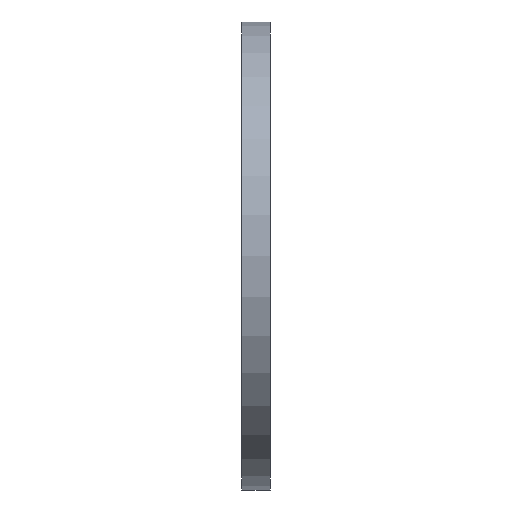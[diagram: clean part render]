
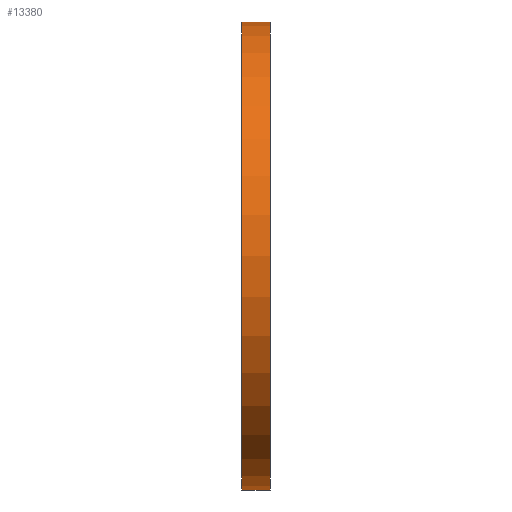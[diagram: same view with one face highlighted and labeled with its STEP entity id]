
A CAD part, left-side view. The second image highlights one B-rep face of the part: STEP entity #13380.
In plain terms, the highlighted cylindrical face has radius 50 mm (diameter 100 mm), a partial arc.
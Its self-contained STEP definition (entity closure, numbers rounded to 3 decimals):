
#54 = DIRECTION ( 'NONE',  ( 0., -1., 0. ) ) ;
#239 = DIRECTION ( 'NONE',  ( 0., 1., 0. ) ) ;
#1781 = VERTEX_POINT ( 'NONE', #4512 ) ;
#1782 = DIRECTION ( 'NONE',  ( 0., -1., 0. ) ) ;
#1884 = CYLINDRICAL_SURFACE ( 'NONE', #3218, 50. ) ;
#2228 = VERTEX_POINT ( 'NONE', #7883 ) ;
#3097 = CARTESIAN_POINT ( 'NONE',  ( 0., 0., -50. ) ) ;
#3191 = EDGE_CURVE ( 'NONE', #2228, #4364, #3230, .T. ) ;
#3218 = AXIS2_PLACEMENT_3D ( 'NONE', #4074, #1782, #11616 ) ;
#3230 = LINE ( 'NONE', #3317, #10901 ) ;
#3317 = CARTESIAN_POINT ( 'NONE',  ( 0., 6., 50. ) ) ;
#3547 = EDGE_CURVE ( 'NONE', #1781, #10826, #9708, .T. ) ;
#3713 = DIRECTION ( 'NONE',  ( 0., 1., 0. ) ) ;
#4074 = CARTESIAN_POINT ( 'NONE',  ( 0., 6., 0. ) ) ;
#4266 = EDGE_LOOP ( 'NONE', ( #6554, #6646, #8707, #9780 ) ) ;
#4364 = VERTEX_POINT ( 'NONE', #5700 ) ;
#4437 = CARTESIAN_POINT ( 'NONE',  ( 0., 0., 0. ) ) ;
#4512 = CARTESIAN_POINT ( 'NONE',  ( 0., 6., -50. ) ) ;
#5496 = CIRCLE ( 'NONE', #11881, 50. ) ;
#5545 = AXIS2_PLACEMENT_3D ( 'NONE', #10241, #3713, #13533 ) ;
#5574 = CARTESIAN_POINT ( 'NONE',  ( 0., 6., -50. ) ) ;
#5700 = CARTESIAN_POINT ( 'NONE',  ( 0., 0., 50. ) ) ;
#6554 = ORIENTED_EDGE ( 'NONE', *, *, #3191, .F. ) ;
#6646 = ORIENTED_EDGE ( 'NONE', *, *, #9588, .F. ) ;
#7730 = DIRECTION ( 'NONE',  ( 0., 0., 1. ) ) ;
#7883 = CARTESIAN_POINT ( 'NONE',  ( 0., 6., 50. ) ) ;
#8707 = ORIENTED_EDGE ( 'NONE', *, *, #3547, .T. ) ;
#9588 = EDGE_CURVE ( 'NONE', #1781, #2228, #11303, .T. ) ;
#9708 = LINE ( 'NONE', #5574, #13813 ) ;
#9780 = ORIENTED_EDGE ( 'NONE', *, *, #10595, .T. ) ;
#10241 = CARTESIAN_POINT ( 'NONE',  ( 0., 6., 0. ) ) ;
#10595 = EDGE_CURVE ( 'NONE', #10826, #4364, #5496, .T. ) ;
#10826 = VERTEX_POINT ( 'NONE', #3097 ) ;
#10901 = VECTOR ( 'NONE', #12926, 1000. ) ;
#11244 = FACE_OUTER_BOUND ( 'NONE', #4266, .T. ) ;
#11303 = CIRCLE ( 'NONE', #5545, 50. ) ;
#11616 = DIRECTION ( 'NONE',  ( 0., 0., -1. ) ) ;
#11881 = AXIS2_PLACEMENT_3D ( 'NONE', #4437, #239, #7730 ) ;
#12926 = DIRECTION ( 'NONE',  ( 0., -1., 0. ) ) ;
#13380 = ADVANCED_FACE ( 'NONE', ( #11244 ), #1884, .T. ) ;
#13533 = DIRECTION ( 'NONE',  ( 0., 0., 1. ) ) ;
#13813 = VECTOR ( 'NONE', #54, 1000. ) ;
